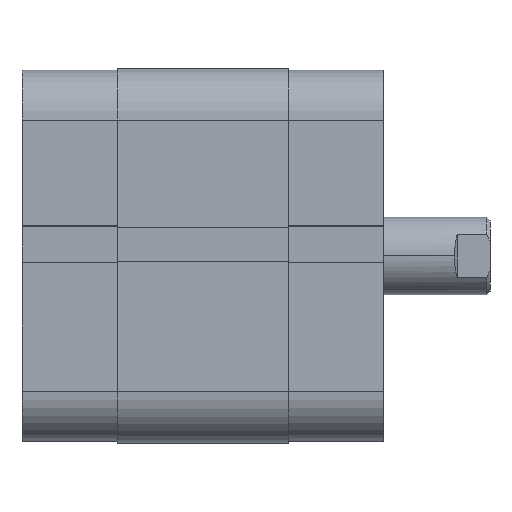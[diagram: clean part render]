
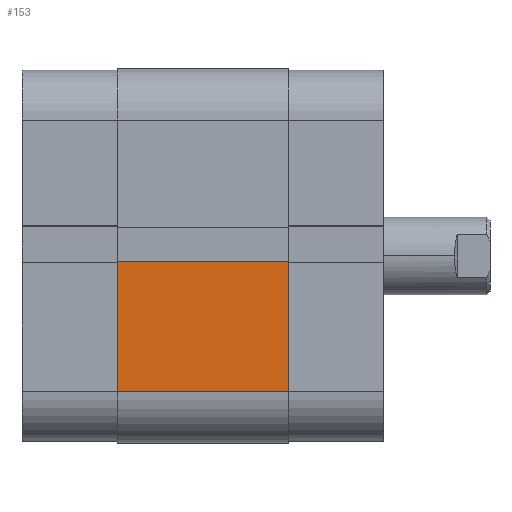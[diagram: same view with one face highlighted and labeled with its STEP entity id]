
A CAD part, top view. The second image highlights one B-rep face of the part: STEP entity #153.
In plain terms, the highlighted face is planar.
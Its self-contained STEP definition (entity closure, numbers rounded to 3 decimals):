
#153 = ADVANCED_FACE ( 'NONE', ( #6497 ), #2763, .T. ) ;
#210 = ORIENTED_EDGE ( 'NONE', *, *, #601, .T. ) ;
#214 = ORIENTED_EDGE ( 'NONE', *, *, #597, .T. ) ;
#251 = ORIENTED_EDGE ( 'NONE', *, *, #605, .F. ) ;
#267 = ORIENTED_EDGE ( 'NONE', *, *, #593, .F. ) ;
#593 = EDGE_CURVE ( 'NONE', #1879, #1878, #3940, .T. ) ;
#597 = EDGE_CURVE ( 'NONE', #1879, #1877, #3948, .T. ) ;
#601 = EDGE_CURVE ( 'NONE', #1877, #1876, #3942, .T. ) ;
#605 = EDGE_CURVE ( 'NONE', #1878, #1876, #3964, .T. ) ;
#1189 = AXIS2_PLACEMENT_3D ( 'NONE', #2766, #2772, #2773 ) ;
#1876 = VERTEX_POINT ( 'NONE', #5172 ) ;
#1877 = VERTEX_POINT ( 'NONE', #5173 ) ;
#1878 = VERTEX_POINT ( 'NONE', #5174 ) ;
#1879 = VERTEX_POINT ( 'NONE', #5175 ) ;
#2763 = PLANE ( 'NONE',  #1189 ) ;
#2766 = CARTESIAN_POINT ( 'NONE',  ( 29., -63.941, 26.5 ) ) ;
#2772 = DIRECTION ( 'NONE',  ( 1., 0., 0. ) ) ;
#2773 = DIRECTION ( 'NONE',  ( 0., 1., 0. ) ) ;
#3217 = CARTESIAN_POINT ( 'NONE',  ( 29., 21., 26.5 ) ) ;
#3218 = DIRECTION ( 'NONE',  ( 0., 0., -1. ) ) ;
#3227 = CARTESIAN_POINT ( 'NONE',  ( 29., -63.941, 26.5 ) ) ;
#3228 = DIRECTION ( 'NONE',  ( 0., -1., 0. ) ) ;
#3229 = CARTESIAN_POINT ( 'NONE',  ( 29., 0.85, 26.5 ) ) ;
#3236 = DIRECTION ( 'NONE',  ( 0., 0., -1. ) ) ;
#3243 = CARTESIAN_POINT ( 'NONE',  ( 29., -63.941, 0. ) ) ;
#3244 = DIRECTION ( 'NONE',  ( 0., -1., 0. ) ) ;
#3940 = LINE ( 'NONE', #3217, #3941 ) ;
#3941 = VECTOR ( 'NONE', #3218, 1000. ) ;
#3942 = LINE ( 'NONE', #3229, #3956 ) ;
#3948 = LINE ( 'NONE', #3227, #3949 ) ;
#3949 = VECTOR ( 'NONE', #3228, 1000. ) ;
#3956 = VECTOR ( 'NONE', #3236, 1000. ) ;
#3964 = LINE ( 'NONE', #3243, #3965 ) ;
#3965 = VECTOR ( 'NONE', #3244, 1000. ) ;
#5172 = CARTESIAN_POINT ( 'NONE',  ( 29., 0.85, 0. ) ) ;
#5173 = CARTESIAN_POINT ( 'NONE',  ( 29., 0.85, 26.5 ) ) ;
#5174 = CARTESIAN_POINT ( 'NONE',  ( 29., 21., 0. ) ) ;
#5175 = CARTESIAN_POINT ( 'NONE',  ( 29., 21., 26.5 ) ) ;
#5968 = EDGE_LOOP ( 'NONE', ( #251, #267, #214, #210 ) ) ;
#6497 = FACE_OUTER_BOUND ( 'NONE', #5968, .T. ) ;
